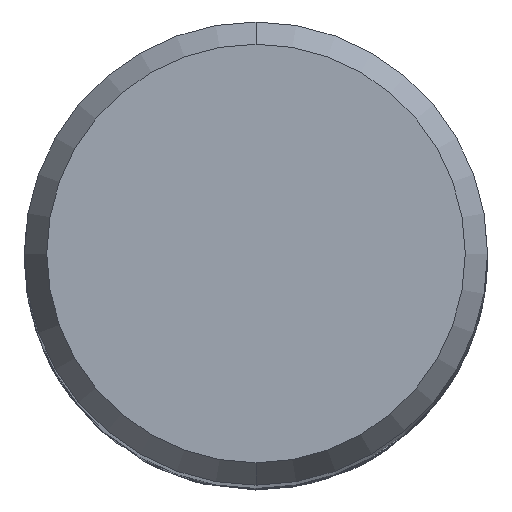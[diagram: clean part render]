
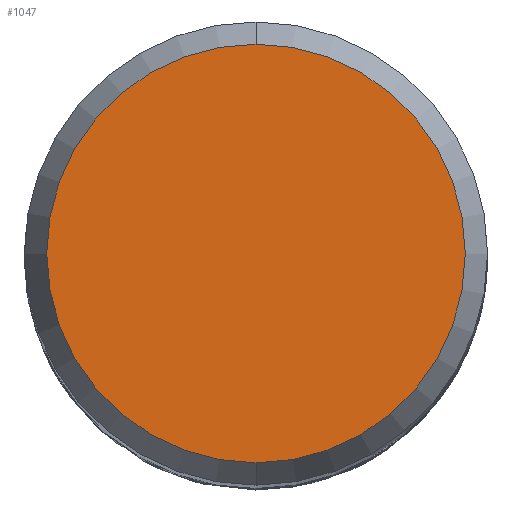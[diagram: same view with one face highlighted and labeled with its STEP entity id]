
A CAD part, top view. The second image highlights one B-rep face of the part: STEP entity #1047.
In plain terms, the highlighted planar face has unit normal (0, 0, 1).
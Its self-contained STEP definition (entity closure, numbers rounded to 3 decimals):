
#687=EDGE_CURVE('',#963,#1089,#1878,.T.);
#851=EDGE_CURVE('',#1089,#963,#2059,.T.);
#963=VERTEX_POINT('',#2180);
#1047=ADVANCED_FACE('',(#2271),#2272,.T.);
#1089=VERTEX_POINT('',#2319);
#1878=CIRCLE('',#3829,5.423);
#2059=CIRCLE('',#6627,5.423);
#2180=CARTESIAN_POINT('',(0.,-5.423,0.0));
#2271=FACE_OUTER_BOUND('',#8072,.T.);
#2272=PLANE('',#8073);
#2319=CARTESIAN_POINT('',(0.0,5.423,0.0));
#3829=AXIS2_PLACEMENT_3D('',#17452,#17453,#17454);
#6627=AXIS2_PLACEMENT_3D('',#17640,#17641,#17642);
#8072=EDGE_LOOP('',(#17823,#17824));
#8073=AXIS2_PLACEMENT_3D('',#17825,#17826,#17827);
#17452=CARTESIAN_POINT('',(0.0,0.0,0.0));
#17453=DIRECTION('',(0.0,0.0,-1.0));
#17454=DIRECTION('',(0.0,1.0,0.0));
#17640=CARTESIAN_POINT('',(0.0,0.0,0.0));
#17641=DIRECTION('',(0.0,0.0,-1.0));
#17642=DIRECTION('',(0.0,1.0,0.0));
#17823=ORIENTED_EDGE('',*,*,#851,.F.);
#17824=ORIENTED_EDGE('',*,*,#687,.F.);
#17825=CARTESIAN_POINT('',(0.0,2.711,0.0));
#17826=DIRECTION('',(-0.0,0.0,1.0));
#17827=DIRECTION('',(0.0,-1.0,0.0));
